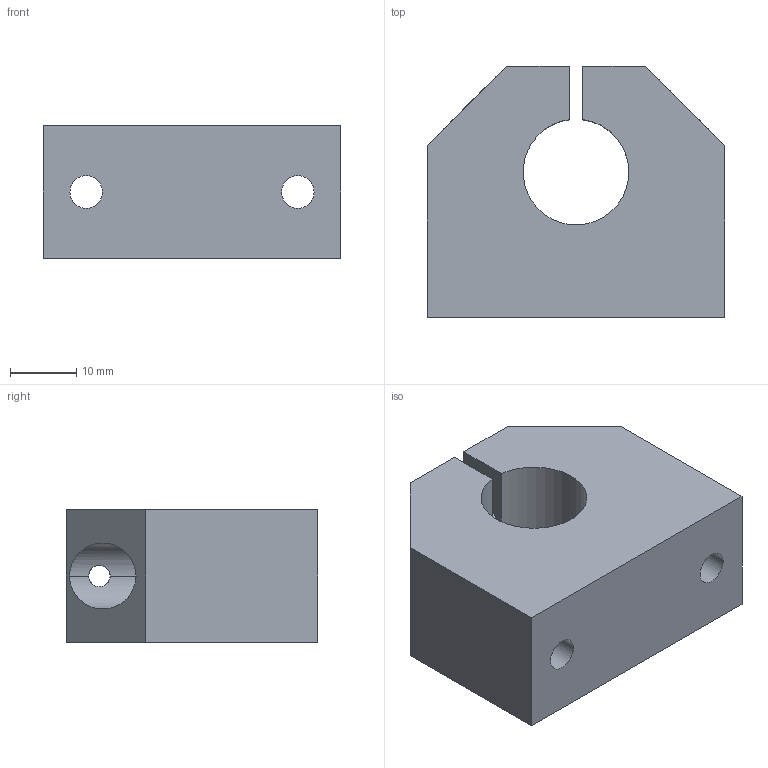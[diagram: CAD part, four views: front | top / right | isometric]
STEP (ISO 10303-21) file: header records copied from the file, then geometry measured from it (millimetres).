
FILE_DESCRIPTION( ( '' ), '1' );
FILE_NAME( 'wbc_16_2_03.stp', '2008-04-10T05:07:50', ( '' ), ( '' ), ' ', ' ', ' ' );
FILE_SCHEMA( ( 'CONFIG_CONTROL_DESIGN' ) );
Length unit declared in the file: millimetre
Products named in the file (1): 1
Bounding box: 45 x 38 x 20 mm (x, y, z)
Volume: 23506.5 mm3; surface area: 8605 mm2
Topology: 1 solids, 1 shells, 36 faces, 91 edges, 60 vertices
Faces by surface type: cylinder 20, plane 16
Entity records: 1277 total; most frequent: CARTESIAN_POINT 322, DIRECTION 195, ORIENTED_EDGE 182, EDGE_CURVE 91, AXIS2_PLACEMENT_3D 73, VERTEX_POINT 60, LINE 49, VECTOR 49
